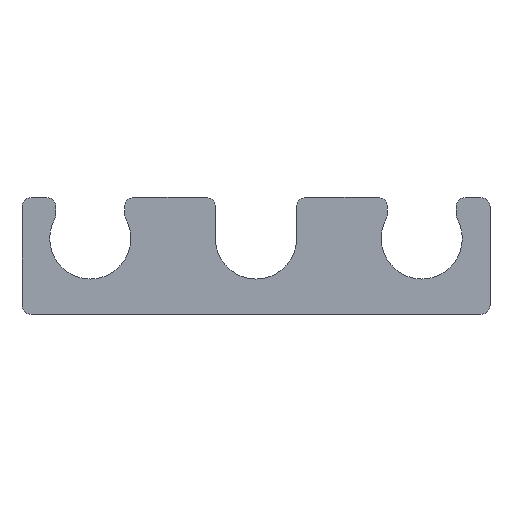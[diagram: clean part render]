
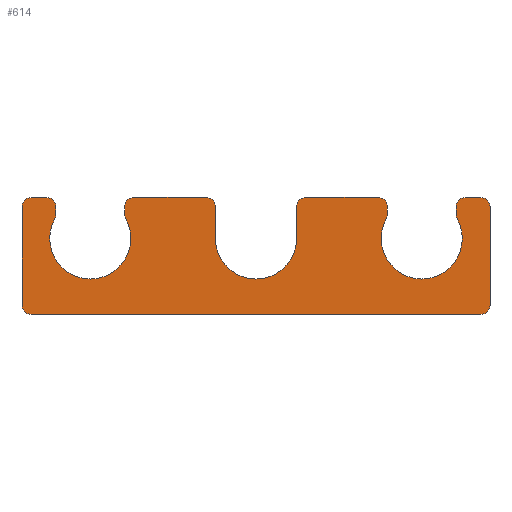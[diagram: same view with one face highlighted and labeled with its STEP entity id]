
A CAD part, top view. The second image highlights one B-rep face of the part: STEP entity #614.
In plain terms, the highlighted planar face has unit normal (0, 0, 1).
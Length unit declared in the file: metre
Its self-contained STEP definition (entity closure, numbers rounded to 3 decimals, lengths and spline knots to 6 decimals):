
#13=CIRCLE('',#632,0.001524);
#15=CIRCLE('',#636,0.001524);
#17=CIRCLE('',#640,0.001524);
#19=CIRCLE('',#644,0.001524);
#21=CIRCLE('',#648,0.001524);
#23=CIRCLE('',#651,0.006604);
#25=CIRCLE('',#654,0.001524);
#27=CIRCLE('',#658,0.001524);
#29=CIRCLE('',#662,0.001524);
#31=CIRCLE('',#666,0.006604);
#33=CIRCLE('',#670,0.001524);
#35=CIRCLE('',#674,0.001524);
#37=CIRCLE('',#678,0.001524);
#39=CIRCLE('',#681,0.006604);
#41=CIRCLE('',#684,0.001524);
#43=CIRCLE('',#688,0.001524);
#45=CIRCLE('',#692,0.001524);
#183=ORIENTED_EDGE('',*,*,#245,.F.);
#184=ORIENTED_EDGE('',*,*,#249,.T.);
#185=ORIENTED_EDGE('',*,*,#252,.F.);
#186=ORIENTED_EDGE('',*,*,#255,.T.);
#187=ORIENTED_EDGE('',*,*,#258,.T.);
#188=ORIENTED_EDGE('',*,*,#261,.T.);
#189=ORIENTED_EDGE('',*,*,#264,.T.);
#190=ORIENTED_EDGE('',*,*,#267,.T.);
#191=ORIENTED_EDGE('',*,*,#270,.F.);
#192=ORIENTED_EDGE('',*,*,#273,.T.);
#193=ORIENTED_EDGE('',*,*,#276,.T.);
#194=ORIENTED_EDGE('',*,*,#279,.T.);
#195=ORIENTED_EDGE('',*,*,#282,.T.);
#196=ORIENTED_EDGE('',*,*,#285,.T.);
#197=ORIENTED_EDGE('',*,*,#288,.T.);
#198=ORIENTED_EDGE('',*,*,#291,.T.);
#199=ORIENTED_EDGE('',*,*,#294,.F.);
#200=ORIENTED_EDGE('',*,*,#297,.F.);
#201=ORIENTED_EDGE('',*,*,#300,.T.);
#202=ORIENTED_EDGE('',*,*,#303,.T.);
#203=ORIENTED_EDGE('',*,*,#306,.T.);
#204=ORIENTED_EDGE('',*,*,#309,.T.);
#205=ORIENTED_EDGE('',*,*,#312,.F.);
#206=ORIENTED_EDGE('',*,*,#315,.T.);
#207=ORIENTED_EDGE('',*,*,#318,.F.);
#208=ORIENTED_EDGE('',*,*,#321,.T.);
#209=ORIENTED_EDGE('',*,*,#324,.T.);
#210=ORIENTED_EDGE('',*,*,#327,.T.);
#211=ORIENTED_EDGE('',*,*,#330,.T.);
#212=ORIENTED_EDGE('',*,*,#332,.T.);
#245=EDGE_CURVE('',#335,#336,#395,.T.);
#249=EDGE_CURVE('',#335,#338,#13,.T.);
#252=EDGE_CURVE('',#340,#338,#400,.T.);
#255=EDGE_CURVE('',#340,#342,#15,.T.);
#258=EDGE_CURVE('',#342,#344,#404,.T.);
#261=EDGE_CURVE('',#344,#346,#17,.T.);
#264=EDGE_CURVE('',#346,#348,#408,.T.);
#267=EDGE_CURVE('',#348,#350,#19,.T.);
#270=EDGE_CURVE('',#352,#350,#412,.T.);
#273=EDGE_CURVE('',#352,#354,#21,.T.);
#276=EDGE_CURVE('',#354,#356,#23,.T.);
#279=EDGE_CURVE('',#356,#358,#25,.T.);
#282=EDGE_CURVE('',#358,#360,#418,.T.);
#285=EDGE_CURVE('',#360,#362,#27,.T.);
#288=EDGE_CURVE('',#362,#364,#422,.T.);
#291=EDGE_CURVE('',#364,#366,#29,.T.);
#294=EDGE_CURVE('',#368,#366,#426,.T.);
#297=EDGE_CURVE('',#370,#368,#31,.T.);
#300=EDGE_CURVE('',#370,#372,#430,.T.);
#303=EDGE_CURVE('',#372,#374,#33,.T.);
#306=EDGE_CURVE('',#374,#376,#434,.T.);
#309=EDGE_CURVE('',#376,#378,#35,.T.);
#312=EDGE_CURVE('',#380,#378,#438,.T.);
#315=EDGE_CURVE('',#380,#382,#37,.T.);
#318=EDGE_CURVE('',#384,#382,#39,.T.);
#321=EDGE_CURVE('',#384,#386,#41,.T.);
#324=EDGE_CURVE('',#386,#388,#444,.T.);
#327=EDGE_CURVE('',#388,#390,#43,.T.);
#330=EDGE_CURVE('',#390,#392,#448,.T.);
#332=EDGE_CURVE('',#392,#336,#45,.T.);
#335=VERTEX_POINT('',#891);
#336=VERTEX_POINT('',#893);
#338=VERTEX_POINT('',#899);
#340=VERTEX_POINT('',#905);
#342=VERTEX_POINT('',#911);
#344=VERTEX_POINT('',#917);
#346=VERTEX_POINT('',#923);
#348=VERTEX_POINT('',#929);
#350=VERTEX_POINT('',#935);
#352=VERTEX_POINT('',#941);
#354=VERTEX_POINT('',#947);
#356=VERTEX_POINT('',#953);
#358=VERTEX_POINT('',#959);
#360=VERTEX_POINT('',#965);
#362=VERTEX_POINT('',#971);
#364=VERTEX_POINT('',#977);
#366=VERTEX_POINT('',#983);
#368=VERTEX_POINT('',#989);
#370=VERTEX_POINT('',#995);
#372=VERTEX_POINT('',#1001);
#374=VERTEX_POINT('',#1007);
#376=VERTEX_POINT('',#1013);
#378=VERTEX_POINT('',#1019);
#380=VERTEX_POINT('',#1025);
#382=VERTEX_POINT('',#1031);
#384=VERTEX_POINT('',#1037);
#386=VERTEX_POINT('',#1043);
#388=VERTEX_POINT('',#1049);
#390=VERTEX_POINT('',#1055);
#392=VERTEX_POINT('',#1061);
#395=LINE('',#892,#451);
#400=LINE('',#906,#456);
#404=LINE('',#918,#460);
#408=LINE('',#930,#464);
#412=LINE('',#942,#468);
#418=LINE('',#966,#474);
#422=LINE('',#978,#478);
#426=LINE('',#990,#482);
#430=LINE('',#1002,#486);
#434=LINE('',#1014,#490);
#438=LINE('',#1026,#494);
#444=LINE('',#1050,#500);
#448=LINE('',#1062,#504);
#451=VECTOR('',#701,1.);
#456=VECTOR('',#714,1.);
#460=VECTOR('',#726,1.);
#464=VECTOR('',#738,1.);
#468=VECTOR('',#750,1.);
#474=VECTOR('',#776,1.);
#478=VECTOR('',#788,1.);
#482=VECTOR('',#800,1.);
#486=VECTOR('',#812,1.);
#490=VECTOR('',#824,1.);
#494=VECTOR('',#836,1.);
#500=VECTOR('',#862,1.);
#504=VECTOR('',#874,1.);
#535=EDGE_LOOP('',(#183,#184,#185,#186,#187,#188,#189,#190,#191,#192,#193,
#194,#195,#196,#197,#198,#199,#200,#201,#202,#203,#204,#205,#206,#207,#208,
#209,#210,#211,#212));
#567=FACE_BOUND('',#535,.T.);
#582=PLANE('',#693);
#614=ADVANCED_FACE('',(#567),#582,.T.);
#632=AXIS2_PLACEMENT_3D('',#900,#708,#709);
#636=AXIS2_PLACEMENT_3D('',#912,#720,#721);
#640=AXIS2_PLACEMENT_3D('',#924,#732,#733);
#644=AXIS2_PLACEMENT_3D('',#936,#744,#745);
#648=AXIS2_PLACEMENT_3D('',#948,#756,#757);
#651=AXIS2_PLACEMENT_3D('',#954,#763,#764);
#654=AXIS2_PLACEMENT_3D('',#960,#770,#771);
#658=AXIS2_PLACEMENT_3D('',#972,#782,#783);
#662=AXIS2_PLACEMENT_3D('',#984,#794,#795);
#666=AXIS2_PLACEMENT_3D('',#996,#806,#807);
#670=AXIS2_PLACEMENT_3D('',#1008,#818,#819);
#674=AXIS2_PLACEMENT_3D('',#1020,#830,#831);
#678=AXIS2_PLACEMENT_3D('',#1032,#842,#843);
#681=AXIS2_PLACEMENT_3D('',#1038,#849,#850);
#684=AXIS2_PLACEMENT_3D('',#1044,#856,#857);
#688=AXIS2_PLACEMENT_3D('',#1056,#868,#869);
#692=AXIS2_PLACEMENT_3D('',#1065,#879,#880);
#693=AXIS2_PLACEMENT_3D('',#1066,#881,#882);
#701=DIRECTION('',(0.,1.,0.));
#708=DIRECTION('',(0.,0.,1.));
#709=DIRECTION('',(1.,0.,0.));
#714=DIRECTION('',(-1.,0.,0.));
#720=DIRECTION('',(0.,0.,1.));
#721=DIRECTION('',(1.,0.,0.));
#726=DIRECTION('',(0.,1.,0.));
#732=DIRECTION('',(0.,0.,1.));
#733=DIRECTION('',(1.,0.,0.));
#738=DIRECTION('',(-1.,0.,0.));
#744=DIRECTION('',(0.,0.,1.));
#745=DIRECTION('',(1.,0.,0.));
#750=DIRECTION('',(0.,1.,0.));
#756=DIRECTION('',(0.,0.,1.));
#757=DIRECTION('',(1.,0.,0.));
#763=DIRECTION('',(0.,0.,-1.));
#764=DIRECTION('',(1.,0.,0.));
#770=DIRECTION('',(0.,0.,1.));
#771=DIRECTION('',(1.,0.,0.));
#776=DIRECTION('',(0.,1.,0.));
#782=DIRECTION('',(0.,0.,1.));
#783=DIRECTION('',(1.,0.,0.));
#788=DIRECTION('',(-1.,0.,0.));
#794=DIRECTION('',(0.,0.,1.));
#795=DIRECTION('',(1.,0.,0.));
#800=DIRECTION('',(0.,1.,0.));
#806=DIRECTION('',(0.,0.,1.));
#807=DIRECTION('',(1.,0.,0.));
#812=DIRECTION('',(0.,1.,0.));
#818=DIRECTION('',(0.,0.,1.));
#819=DIRECTION('',(1.,0.,0.));
#824=DIRECTION('',(-1.,0.,0.));
#830=DIRECTION('',(0.,0.,1.));
#831=DIRECTION('',(1.,0.,0.));
#836=DIRECTION('',(0.,1.,0.));
#842=DIRECTION('',(0.,0.,1.));
#843=DIRECTION('',(1.,0.,0.));
#849=DIRECTION('',(0.,0.,1.));
#850=DIRECTION('',(1.,0.,0.));
#856=DIRECTION('',(0.,0.,1.));
#857=DIRECTION('',(1.,0.,0.));
#862=DIRECTION('',(0.,1.,0.));
#868=DIRECTION('',(0.,0.,1.));
#869=DIRECTION('',(1.,0.,0.));
#874=DIRECTION('',(-1.,0.,0.));
#879=DIRECTION('',(0.,0.,1.));
#880=DIRECTION('',(1.,0.,0.));
#881=DIRECTION('',(0.,0.,1.));
#882=DIRECTION('',(1.,0.,0.));
#891=CARTESIAN_POINT('',(-0.0381,-0.008001,0.001575));
#892=CARTESIAN_POINT('',(-0.0381,0.,0.001575));
#893=CARTESIAN_POINT('',(-0.0381,0.008001,0.001575));
#899=CARTESIAN_POINT('',(-0.036576,-0.009525,0.001575));
#900=CARTESIAN_POINT('',(-0.036576,-0.008001,0.001575));
#905=CARTESIAN_POINT('',(0.036576,-0.009525,0.001575));
#906=CARTESIAN_POINT('',(0.,-0.009525,0.001575));
#911=CARTESIAN_POINT('',(0.0381,-0.008001,0.001575));
#912=CARTESIAN_POINT('',(0.036576,-0.008001,0.001575));
#917=CARTESIAN_POINT('',(0.0381,0.008001,0.001575));
#918=CARTESIAN_POINT('',(0.0381,0.,0.001575));
#923=CARTESIAN_POINT('',(0.036576,0.009525,0.001575));
#924=CARTESIAN_POINT('',(0.036576,0.008001,0.001575));
#929=CARTESIAN_POINT('',(0.034099,0.009525,0.001575));
#930=CARTESIAN_POINT('',(0.035338,0.009525,0.001575));
#935=CARTESIAN_POINT('',(0.032575,0.008001,0.001575));
#936=CARTESIAN_POINT('',(0.034099,0.008001,0.001575));
#941=CARTESIAN_POINT('',(0.032575,0.006793,0.001575));
#942=CARTESIAN_POINT('',(0.032575,0.007397,0.001575));
#947=CARTESIAN_POINT('',(0.032766,0.006055,0.001575));
#948=CARTESIAN_POINT('',(0.034099,0.006793,0.001575));
#953=CARTESIAN_POINT('',(0.021209,0.006055,0.001575));
#954=CARTESIAN_POINT('',(0.026988,0.002858,0.001575));
#959=CARTESIAN_POINT('',(0.0214,0.006792,0.001575));
#960=CARTESIAN_POINT('',(0.019876,0.006792,0.001575));
#965=CARTESIAN_POINT('',(0.0214,0.008001,0.001575));
#966=CARTESIAN_POINT('',(0.0214,0.007397,0.001575));
#971=CARTESIAN_POINT('',(0.019876,0.009525,0.001575));
#972=CARTESIAN_POINT('',(0.019876,0.008001,0.001575));
#977=CARTESIAN_POINT('',(0.008128,0.009525,0.001575));
#978=CARTESIAN_POINT('',(0.014002,0.009525,0.001575));
#983=CARTESIAN_POINT('',(0.006604,0.008001,0.001575));
#984=CARTESIAN_POINT('',(0.008128,0.008001,0.001575));
#989=CARTESIAN_POINT('',(0.006604,0.002858,0.001575));
#990=CARTESIAN_POINT('',(0.006604,0.005429,0.001575));
#995=CARTESIAN_POINT('',(-0.006604,0.002858,0.001575));
#996=CARTESIAN_POINT('',(0.,0.002858,0.001575));
#1001=CARTESIAN_POINT('',(-0.006604,0.008001,0.001575));
#1002=CARTESIAN_POINT('',(-0.006604,0.005429,0.001575));
#1007=CARTESIAN_POINT('',(-0.008128,0.009525,0.001575));
#1008=CARTESIAN_POINT('',(-0.008128,0.008001,0.001575));
#1013=CARTESIAN_POINT('',(-0.019876,0.009525,0.001575));
#1014=CARTESIAN_POINT('',(-0.014002,0.009525,0.001575));
#1019=CARTESIAN_POINT('',(-0.0214,0.008001,0.001575));
#1020=CARTESIAN_POINT('',(-0.019876,0.008001,0.001575));
#1025=CARTESIAN_POINT('',(-0.0214,0.006792,0.001575));
#1026=CARTESIAN_POINT('',(-0.0214,0.007397,0.001575));
#1031=CARTESIAN_POINT('',(-0.021209,0.006055,0.001575));
#1032=CARTESIAN_POINT('',(-0.019876,0.006792,0.001575));
#1037=CARTESIAN_POINT('',(-0.032766,0.006055,0.001575));
#1038=CARTESIAN_POINT('',(-0.026988,0.002858,0.001575));
#1043=CARTESIAN_POINT('',(-0.032575,0.006793,0.001575));
#1044=CARTESIAN_POINT('',(-0.034099,0.006793,0.001575));
#1049=CARTESIAN_POINT('',(-0.032575,0.008001,0.001575));
#1050=CARTESIAN_POINT('',(-0.032575,0.007397,0.001575));
#1055=CARTESIAN_POINT('',(-0.034099,0.009525,0.001575));
#1056=CARTESIAN_POINT('',(-0.034099,0.008001,0.001575));
#1061=CARTESIAN_POINT('',(-0.036576,0.009525,0.001575));
#1062=CARTESIAN_POINT('',(-0.035338,0.009525,0.001575));
#1065=CARTESIAN_POINT('',(-0.036576,0.008001,0.001575));
#1066=CARTESIAN_POINT('',(0.,0.,0.001575));
